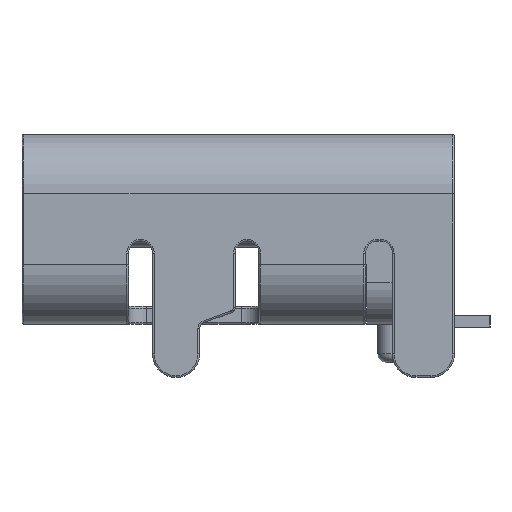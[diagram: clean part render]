
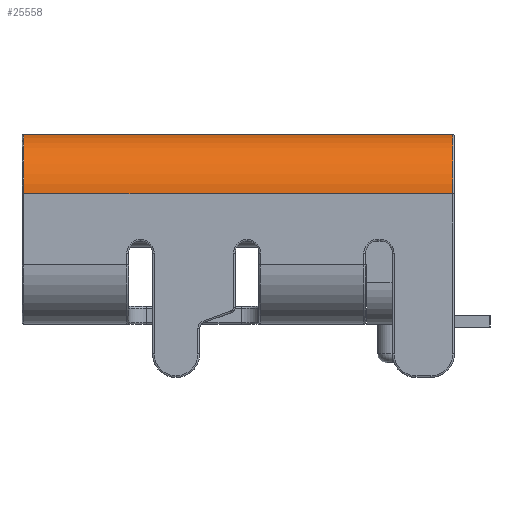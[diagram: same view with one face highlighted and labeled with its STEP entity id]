
A CAD part, left-side view. The second image highlights one B-rep face of the part: STEP entity #25558.
In plain terms, the highlighted cylindrical face has radius 1 mm (diameter 2 mm), a partial arc.
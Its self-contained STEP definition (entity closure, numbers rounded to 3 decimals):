
#164 = AXIS2_PLACEMENT_3D ( 'NONE', #24244, #35876, #33062 ) ;
#1176 = EDGE_LOOP ( 'NONE', ( #31240, #5916, #37629, #28863 ) ) ;
#2172 = CARTESIAN_POINT ( 'NONE',  ( -3.47, 2.57, 3.25 ) ) ;
#2205 = LINE ( 'NONE', #19433, #4751 ) ;
#3637 = EDGE_CURVE ( 'NONE', #27120, #29319, #16635, .T. ) ;
#3710 = EDGE_CURVE ( 'NONE', #29319, #3814, #2205, .T. ) ;
#3814 = VERTEX_POINT ( 'NONE', #20760 ) ;
#4751 = VECTOR ( 'NONE', #25504, 1000. ) ;
#5163 = DIRECTION ( 'NONE',  ( 0., 0., -1. ) ) ;
#5916 = ORIENTED_EDGE ( 'NONE', *, *, #7995, .T. ) ;
#7995 = EDGE_CURVE ( 'NONE', #3814, #9897, #17714, .T. ) ;
#9897 = VERTEX_POINT ( 'NONE', #36454 ) ;
#11102 = DIRECTION ( 'NONE',  ( 0., -1., 0. ) ) ;
#11497 = AXIS2_PLACEMENT_3D ( 'NONE', #31417, #11102, #5163 ) ;
#14050 = LINE ( 'NONE', #28387, #21757 ) ;
#16635 = CIRCLE ( 'NONE', #164, 1. ) ;
#17714 = CIRCLE ( 'NONE', #33621, 1. ) ;
#19433 = CARTESIAN_POINT ( 'NONE',  ( -4.47, 2.6, 2.25 ) ) ;
#19751 = CYLINDRICAL_SURFACE ( 'NONE', #11497, 1. ) ;
#20690 = DIRECTION ( 'NONE',  ( 0., 0., 1. ) ) ;
#20760 = CARTESIAN_POINT ( 'NONE',  ( -4.47, -4.67, 2.25 ) ) ;
#21757 = VECTOR ( 'NONE', #34905, 1000. ) ;
#24145 = CARTESIAN_POINT ( 'NONE',  ( -3.47, -4.67, 2.25 ) ) ;
#24244 = CARTESIAN_POINT ( 'NONE',  ( -3.47, 2.57, 2.25 ) ) ;
#25504 = DIRECTION ( 'NONE',  ( 0., -1., 0. ) ) ;
#25558 = ADVANCED_FACE ( 'NONE', ( #33907 ), #19751, .T. ) ;
#27120 = VERTEX_POINT ( 'NONE', #2172 ) ;
#28387 = CARTESIAN_POINT ( 'NONE',  ( -3.47, 2.6, 3.25 ) ) ;
#28863 = ORIENTED_EDGE ( 'NONE', *, *, #3637, .T. ) ;
#29319 = VERTEX_POINT ( 'NONE', #36054 ) ;
#30872 = EDGE_CURVE ( 'NONE', #27120, #9897, #14050, .T. ) ;
#31240 = ORIENTED_EDGE ( 'NONE', *, *, #3710, .T. ) ;
#31417 = CARTESIAN_POINT ( 'NONE',  ( -3.47, 2.6, 2.25 ) ) ;
#31997 = DIRECTION ( 'NONE',  ( 0., 1., 0. ) ) ;
#33062 = DIRECTION ( 'NONE',  ( 0., 0., -1. ) ) ;
#33621 = AXIS2_PLACEMENT_3D ( 'NONE', #24145, #31997, #20690 ) ;
#33907 = FACE_OUTER_BOUND ( 'NONE', #1176, .T. ) ;
#34905 = DIRECTION ( 'NONE',  ( 0., -1., 0. ) ) ;
#35876 = DIRECTION ( 'NONE',  ( 0., -1., 0. ) ) ;
#36054 = CARTESIAN_POINT ( 'NONE',  ( -4.47, 2.57, 2.25 ) ) ;
#36454 = CARTESIAN_POINT ( 'NONE',  ( -3.47, -4.67, 3.25 ) ) ;
#37629 = ORIENTED_EDGE ( 'NONE', *, *, #30872, .F. ) ;
